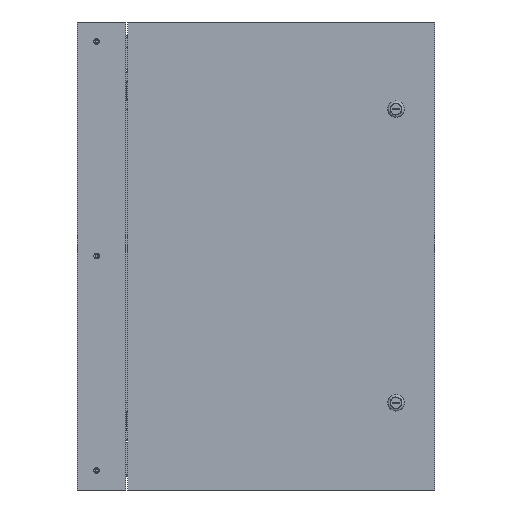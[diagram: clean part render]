
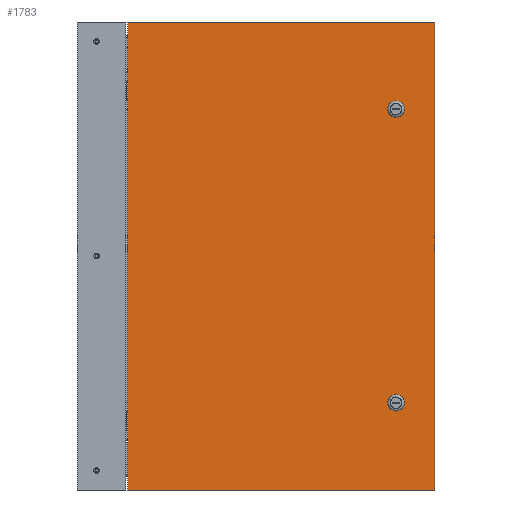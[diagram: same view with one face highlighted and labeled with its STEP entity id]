
A CAD part, front view. The second image highlights one B-rep face of the part: STEP entity #1783.
In plain terms, the highlighted planar face has unit normal (0, -1, 0).
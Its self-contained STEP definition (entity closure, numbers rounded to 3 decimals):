
#1783 = ADVANCED_FACE( '', ( #3588, #3589, #3590 ), #3591, .T. );
#3588 = FACE_BOUND( '', #22680, .T. );
#3589 = FACE_BOUND( '', #22681, .T. );
#3590 = FACE_OUTER_BOUND( '', #22682, .T. );
#3591 = PLANE( '', #22683 );
#22680 = EDGE_LOOP( '', ( #36798, #36799, #36800, #36801 ) );
#22681 = EDGE_LOOP( '', ( #36802, #36803, #36804, #36805 ) );
#22682 = EDGE_LOOP( '', ( #36806, #36807, #36808, #36809 ) );
#22683 = AXIS2_PLACEMENT_3D( '', #36810, #36811, #36812 );
#36798 = ORIENTED_EDGE( '', *, *, #39817, .F. );
#36799 = ORIENTED_EDGE( '', *, *, #38698, .F. );
#36800 = ORIENTED_EDGE( '', *, *, #38879, .F. );
#36801 = ORIENTED_EDGE( '', *, *, #39852, .F. );
#36802 = ORIENTED_EDGE( '', *, *, #39703, .F. );
#36803 = ORIENTED_EDGE( '', *, *, #39933, .F. );
#36804 = ORIENTED_EDGE( '', *, *, #39934, .F. );
#36805 = ORIENTED_EDGE( '', *, *, #39199, .F. );
#36806 = ORIENTED_EDGE( '', *, *, #39935, .T. );
#36807 = ORIENTED_EDGE( '', *, *, #39556, .T. );
#36808 = ORIENTED_EDGE( '', *, *, #39502, .T. );
#36809 = ORIENTED_EDGE( '', *, *, #38619, .T. );
#36810 = CARTESIAN_POINT( '', ( 0., 0., 0. ) );
#36811 = DIRECTION( '', ( 0., -1., 0. ) );
#36812 = DIRECTION( '', ( 0., 0., -1. ) );
#38619 = EDGE_CURVE( '', #40795, #40796, #40797, .T. );
#38698 = EDGE_CURVE( '', #40926, #40928, #40929, .T. );
#38879 = EDGE_CURVE( '', #41227, #40926, #41229, .T. );
#39199 = EDGE_CURVE( '', #41733, #41735, #41736, .T. );
#39502 = EDGE_CURVE( '', #42184, #40795, #42185, .T. );
#39556 = EDGE_CURVE( '', #42254, #42184, #42255, .T. );
#39703 = EDGE_CURVE( '', #42453, #41733, #42455, .T. );
#39817 = EDGE_CURVE( '', #40928, #42591, #42592, .T. );
#39852 = EDGE_CURVE( '', #42591, #41227, #42633, .T. );
#39933 = EDGE_CURVE( '', #42731, #42453, #42732, .T. );
#39934 = EDGE_CURVE( '', #41735, #42731, #42733, .T. );
#39935 = EDGE_CURVE( '', #40796, #42254, #42734, .T. );
#40795 = VERTEX_POINT( '', #44220 );
#40796 = VERTEX_POINT( '', #44221 );
#40797 = LINE( '', #44222, #44223 );
#40926 = VERTEX_POINT( '', #44534 );
#40928 = VERTEX_POINT( '', #44537 );
#40929 = LINE( '', #44538, #44539 );
#41227 = VERTEX_POINT( '', #45163 );
#41229 = CIRCLE( '', #45166, 9.716 );
#41733 = VERTEX_POINT( '', #46279 );
#41735 = VERTEX_POINT( '', #46282 );
#41736 = LINE( '', #46283, #46284 );
#42184 = VERTEX_POINT( '', #47257 );
#42185 = LINE( '', #47258, #47259 );
#42254 = VERTEX_POINT( '', #47374 );
#42255 = LINE( '', #47375, #47376 );
#42453 = VERTEX_POINT( '', #47876 );
#42455 = CIRCLE( '', #47879, 9.716 );
#42591 = VERTEX_POINT( '', #48207 );
#42592 = CIRCLE( '', #48208, 9.716 );
#42633 = LINE( '', #48335, #48336 );
#42731 = VERTEX_POINT( '', #48614 );
#42732 = LINE( '', #48615, #48616 );
#42733 = CIRCLE( '', #48617, 9.716 );
#42734 = LINE( '', #48618, #48619 );
#44220 = CARTESIAN_POINT( '', ( 212.725, 0., 323.85 ) );
#44221 = CARTESIAN_POINT( '', ( -212.725, 0., 323.85 ) );
#44222 = CARTESIAN_POINT( '', ( 212.725, 0., 323.85 ) );
#44223 = VECTOR( '', #49762, 1000. );
#44534 = CARTESIAN_POINT( '', ( 166.878, 0., 197.878 ) );
#44537 = CARTESIAN_POINT( '', ( 166.878, 0., 208.522 ) );
#44538 = CARTESIAN_POINT( '', ( 166.878, 0., 208.522 ) );
#44539 = VECTOR( '', #49818, 1000. );
#45163 = CARTESIAN_POINT( '', ( 150.622, 0., 197.878 ) );
#45166 = AXIS2_PLACEMENT_3D( '', #50021, #50022, #50023 );
#46279 = CARTESIAN_POINT( '', ( 150.622, 0., -197.878 ) );
#46282 = CARTESIAN_POINT( '', ( 150.622, 0., -208.522 ) );
#46283 = CARTESIAN_POINT( '', ( 150.622, 0., -197.878 ) );
#46284 = VECTOR( '', #50382, 1000. );
#47257 = CARTESIAN_POINT( '', ( 212.725, 0., -323.85 ) );
#47258 = CARTESIAN_POINT( '', ( 212.725, 0., -323.85 ) );
#47259 = VECTOR( '', #50667, 1000. );
#47374 = CARTESIAN_POINT( '', ( -212.725, 0., -323.85 ) );
#47375 = CARTESIAN_POINT( '', ( -212.725, 0., -323.85 ) );
#47376 = VECTOR( '', #50724, 1000. );
#47876 = CARTESIAN_POINT( '', ( 166.878, 0., -197.878 ) );
#47879 = AXIS2_PLACEMENT_3D( '', #50853, #50854, #50855 );
#48207 = CARTESIAN_POINT( '', ( 150.622, 0., 208.522 ) );
#48208 = AXIS2_PLACEMENT_3D( '', #50939, #50940, #50941 );
#48335 = CARTESIAN_POINT( '', ( 150.622, 0., 208.522 ) );
#48336 = VECTOR( '', #50967, 1000. );
#48614 = CARTESIAN_POINT( '', ( 166.878, 0., -208.522 ) );
#48615 = CARTESIAN_POINT( '', ( 166.878, 0., -197.878 ) );
#48616 = VECTOR( '', #51016, 1000. );
#48617 = AXIS2_PLACEMENT_3D( '', #51017, #51018, #51019 );
#48618 = CARTESIAN_POINT( '', ( -212.725, 0., 323.85 ) );
#48619 = VECTOR( '', #51020, 1000. );
#49762 = DIRECTION( '', ( -1., 0., 0. ) );
#49818 = DIRECTION( '', ( 0., 0., 1. ) );
#50021 = CARTESIAN_POINT( '', ( 158.75, 0., 203.2 ) );
#50022 = DIRECTION( '', ( 0., -1., 0. ) );
#50023 = DIRECTION( '', ( 1., 0., 0. ) );
#50382 = DIRECTION( '', ( 0., 0., -1. ) );
#50667 = DIRECTION( '', ( 0., 0., 1. ) );
#50724 = DIRECTION( '', ( 1., 0., 0. ) );
#50853 = CARTESIAN_POINT( '', ( 158.75, 0., -203.2 ) );
#50854 = DIRECTION( '', ( 0., -1., 0. ) );
#50855 = DIRECTION( '', ( 1., 0., 0. ) );
#50939 = CARTESIAN_POINT( '', ( 158.75, 0., 203.2 ) );
#50940 = DIRECTION( '', ( 0., -1., 0. ) );
#50941 = DIRECTION( '', ( 1., 0., 0. ) );
#50967 = DIRECTION( '', ( 0., 0., -1. ) );
#51016 = DIRECTION( '', ( 0., 0., 1. ) );
#51017 = CARTESIAN_POINT( '', ( 158.75, 0., -203.2 ) );
#51018 = DIRECTION( '', ( 0., -1., 0. ) );
#51019 = DIRECTION( '', ( 1., 0., 0. ) );
#51020 = DIRECTION( '', ( 0., 0., -1. ) );
